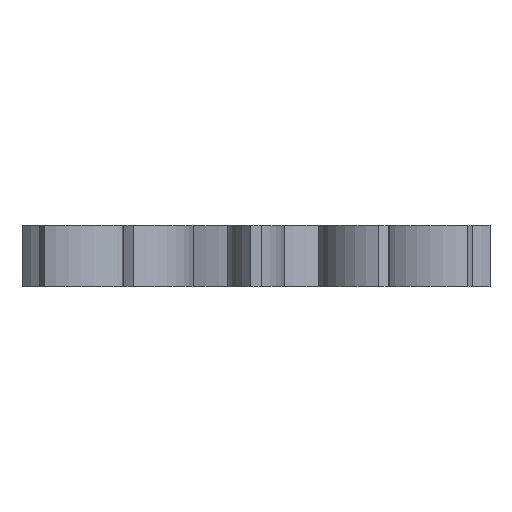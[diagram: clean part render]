
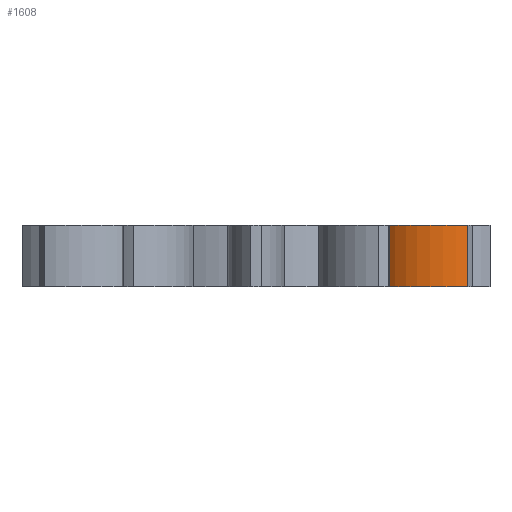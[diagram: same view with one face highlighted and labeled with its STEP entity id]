
A CAD part, front view. The second image highlights one B-rep face of the part: STEP entity #1608.
In plain terms, the highlighted cylindrical face has radius 5.179 mm (diameter 10.359 mm), a partial arc.
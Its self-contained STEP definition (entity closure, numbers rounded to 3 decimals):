
#23 = CARTESIAN_POINT ( 'NONE',  ( 13.759, -6.696, 4. ) ) ;
#33 = AXIS2_PLACEMENT_3D ( 'NONE', #158, #791, #1052 ) ;
#150 = CYLINDRICAL_SURFACE ( 'NONE', #33, 5.179 ) ;
#158 = CARTESIAN_POINT ( 'NONE',  ( 12.031, -1.814, 4. ) ) ;
#190 = CIRCLE ( 'NONE', #938, 5.179 ) ;
#243 = CARTESIAN_POINT ( 'NONE',  ( 12.031, -1.814, 0. ) ) ;
#265 = CARTESIAN_POINT ( 'NONE',  ( 13.759, -6.696, 0. ) ) ;
#298 = FACE_OUTER_BOUND ( 'NONE', #1725, .T. ) ;
#342 = CIRCLE ( 'NONE', #911, 5.179 ) ;
#468 = EDGE_CURVE ( 'NONE', #1127, #672, #342, .T. ) ;
#545 = DIRECTION ( 'NONE',  ( 1., 0., 0. ) ) ;
#644 = ORIENTED_EDGE ( 'NONE', *, *, #1087, .T. ) ;
#672 = VERTEX_POINT ( 'NONE', #265 ) ;
#673 = DIRECTION ( 'NONE',  ( 0., 0., 1. ) ) ;
#699 = VECTOR ( 'NONE', #1661, 1000. ) ;
#730 = CARTESIAN_POINT ( 'NONE',  ( 13.759, -6.696, 4. ) ) ;
#744 = LINE ( 'NONE', #1198, #699 ) ;
#791 = DIRECTION ( 'NONE',  ( 0., 0., -1. ) ) ;
#911 = AXIS2_PLACEMENT_3D ( 'NONE', #243, #1010, #545 ) ;
#938 = AXIS2_PLACEMENT_3D ( 'NONE', #1119, #673, #1432 ) ;
#959 = EDGE_CURVE ( 'NONE', #968, #672, #1357, .T. ) ;
#968 = VERTEX_POINT ( 'NONE', #23 ) ;
#1010 = DIRECTION ( 'NONE',  ( 0., 0., 1. ) ) ;
#1052 = DIRECTION ( 'NONE',  ( -1., 0., 0. ) ) ;
#1080 = ORIENTED_EDGE ( 'NONE', *, *, #959, .F. ) ;
#1087 = EDGE_CURVE ( 'NONE', #1231, #1127, #744, .T. ) ;
#1093 = EDGE_CURVE ( 'NONE', #1231, #968, #190, .T. ) ;
#1099 = CARTESIAN_POINT ( 'NONE',  ( 8.371, -5.478, 0. ) ) ;
#1119 = CARTESIAN_POINT ( 'NONE',  ( 12.031, -1.814, 4. ) ) ;
#1127 = VERTEX_POINT ( 'NONE', #1099 ) ;
#1198 = CARTESIAN_POINT ( 'NONE',  ( 8.371, -5.478, 4. ) ) ;
#1205 = VECTOR ( 'NONE', #1505, 1000. ) ;
#1231 = VERTEX_POINT ( 'NONE', #1377 ) ;
#1357 = LINE ( 'NONE', #730, #1205 ) ;
#1377 = CARTESIAN_POINT ( 'NONE',  ( 8.371, -5.478, 4. ) ) ;
#1432 = DIRECTION ( 'NONE',  ( 1., 0., 0. ) ) ;
#1505 = DIRECTION ( 'NONE',  ( 0., 0., -1. ) ) ;
#1607 = ORIENTED_EDGE ( 'NONE', *, *, #468, .T. ) ;
#1608 = ADVANCED_FACE ( 'NONE', ( #298 ), #150, .T. ) ;
#1661 = DIRECTION ( 'NONE',  ( 0., 0., -1. ) ) ;
#1725 = EDGE_LOOP ( 'NONE', ( #1607, #1080, #1857, #644 ) ) ;
#1857 = ORIENTED_EDGE ( 'NONE', *, *, #1093, .F. ) ;
